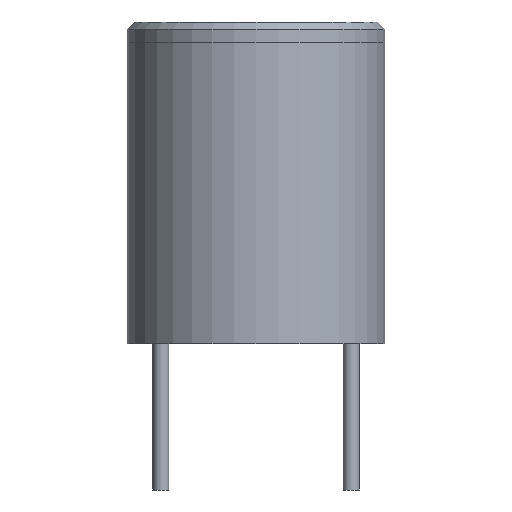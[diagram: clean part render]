
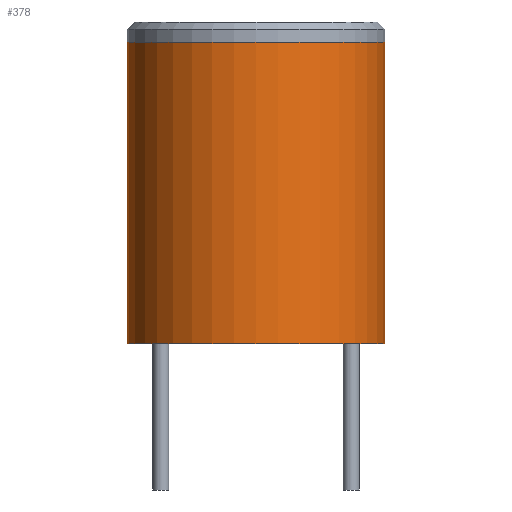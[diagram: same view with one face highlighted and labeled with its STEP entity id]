
A CAD part, front view. The second image highlights one B-rep face of the part: STEP entity #378.
In plain terms, the highlighted cylindrical face has radius 4.4 mm (diameter 8.8 mm), a full revolution.
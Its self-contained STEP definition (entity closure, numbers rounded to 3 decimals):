
#378 = ADVANCED_FACE( '', ( #763, #764 ), #765, .T. );
#763 = FACE_OUTER_BOUND( '', #1186, .T. );
#764 = FACE_OUTER_BOUND( '', #1187, .T. );
#765 = CYLINDRICAL_SURFACE( '', #1188, 4.4 );
#1186 = EDGE_LOOP( '', ( #2070 ) );
#1187 = EDGE_LOOP( '', ( #2071 ) );
#1188 = AXIS2_PLACEMENT_3D( '', #2072, #2073, #2074 );
#2070 = ORIENTED_EDGE( '', *, *, #2913, .F. );
#2071 = ORIENTED_EDGE( '', *, *, #2756, .T. );
#2072 = CARTESIAN_POINT( '', ( 0., 0., 0. ) );
#2073 = DIRECTION( '', ( 0., 0., 1. ) );
#2074 = DIRECTION( '', ( -1., 0., 0. ) );
#2756 = EDGE_CURVE( '', #3236, #3236, #3237, .T. );
#2913 = EDGE_CURVE( '', #3472, #3472, #3473, .T. );
#3236 = VERTEX_POINT( '', #4062 );
#3237 = CIRCLE( '', #4063, 4.4 );
#3472 = VERTEX_POINT( '', #4724 );
#3473 = CIRCLE( '', #4725, 4.4 );
#4062 = CARTESIAN_POINT( '', ( -4.4, 0., 10.3 ) );
#4063 = AXIS2_PLACEMENT_3D( '', #5018, #5019, #5020 );
#4724 = CARTESIAN_POINT( '', ( -4.4, 0., 0. ) );
#4725 = AXIS2_PLACEMENT_3D( '', #5092, #5093, #5094 );
#5018 = CARTESIAN_POINT( '', ( 0., 0., 10.3 ) );
#5019 = DIRECTION( '', ( 0., 0., -1. ) );
#5020 = DIRECTION( '', ( -1., 0., 0. ) );
#5092 = CARTESIAN_POINT( '', ( 0., 0., 0. ) );
#5093 = DIRECTION( '', ( 0., 0., -1. ) );
#5094 = DIRECTION( '', ( -1., 0., 0. ) );
